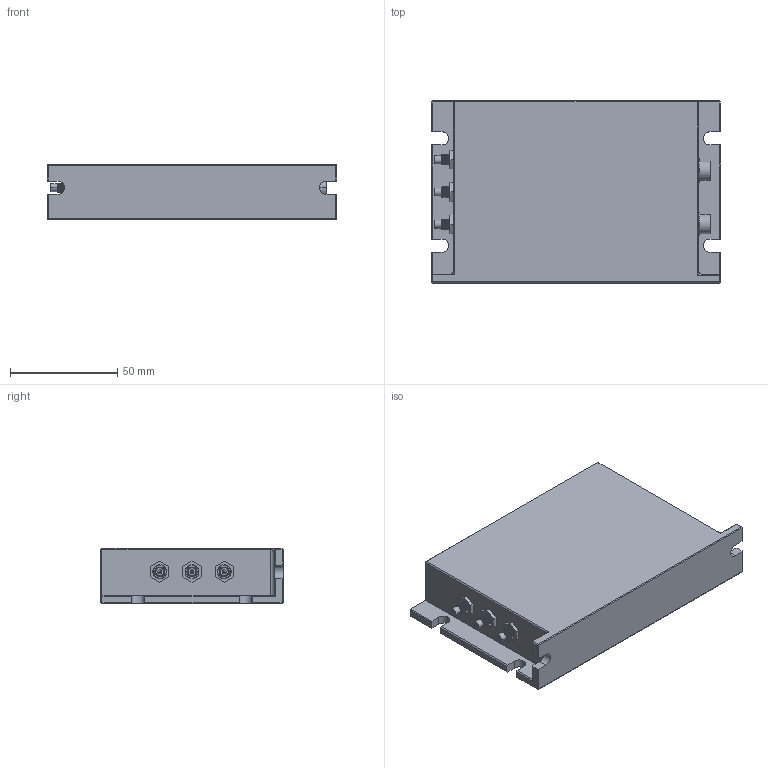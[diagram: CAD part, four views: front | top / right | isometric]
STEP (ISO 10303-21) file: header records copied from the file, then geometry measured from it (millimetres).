
FILE_DESCRIPTION((''),'2;1');
FILE_NAME('PACS-2_ASM','2023-03-08T',('daizh'),(''),'CREO PARAMETRIC BY PTC INC, 2018360','CREO PARAMETRIC BY PTC INC, 2018360','');
FILE_SCHEMA(('CONFIG_CONTROL_DESIGN'));
Length unit declared in the file: millimetre
Products named in the file (7): PACS-2_A1; PACS-2_A2; CZ_01; SMC; CZ_09; M3X8_KM; PACS-2_ASM
Assembly tree (14 placements, depth 2):
  PACS-2_ASM
    PACS-2_A1
    PACS-2_A2
    CZ_01  x2
    SMC  x3
    CZ_09  x3
    M3X8_KM  x4
Bounding box: 135 x 85 x 26 mm (x, y, z)
Volume: 66830.6 mm3; surface area: 65873.9 mm2
Topology: 14 solids, 14 shells, 956 faces, 2550 edges, 1666 vertices
Faces by surface type: cylinder 422, plane 357, bspline 137, cone 24, torus 16
Entity records: 38232 total; most frequent: CARTESIAN_POINT 22560, ORIENTED_EDGE 3608, DIRECTION 2606, EDGE_CURVE 1804, VERTEX_POINT 1180, AXIS2_PLACEMENT_3D 872, VECTOR 862, LINE 862
